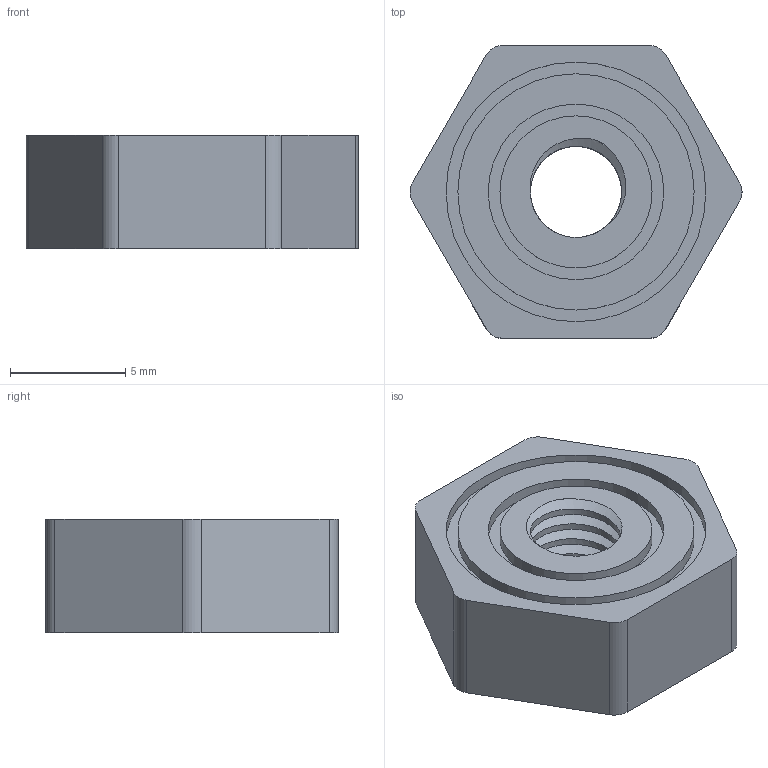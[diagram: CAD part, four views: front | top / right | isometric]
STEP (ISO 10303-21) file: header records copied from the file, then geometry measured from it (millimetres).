
FILE_DESCRIPTION(/* description */ (''),/* implementation_level */ '2;1');
FILE_NAME(/* name */ 'MHT130.stp',/* time_stamp */ '2024-01-04T16:15:53-05:00',/* author */ ('cthayer'),/* organization */ ('CONNECTION TECHNOLOGY CENTER'),/* preprocessor_version */ 'ST-DEVELOPER v19',/* originating_system */ 'Autodesk Inventor 2023',/* authorisation */ '');
FILE_SCHEMA (('AUTOMOTIVE_DESIGN { 1 0 10303 214 3 1 1 }'));
Length unit declared in the file: inch
Products named in the file (1): MHP10225
Bounding box: 14.42 x 12.7 x 4.91 mm (x, y, z)
Volume: 601.5 mm3; surface area: 629.6 mm2
Topology: 1 solids, 1 shells, 32 faces, 77 edges, 51 vertices
Faces by surface type: cylinder 18, plane 12, bspline 2
Full cylindrical faces by diameter (mm): 3.962 x2, 6.604 x1, 7.62 x1, 10.262 x1, 11.278 x1
Entity records: 1746 total; most frequent: CARTESIAN_POINT 925, ORIENTED_EDGE 154, DIRECTION 143, EDGE_CURVE 77, AXIS2_PLACEMENT_3D 54, VERTEX_POINT 51, EDGE_LOOP 38, LINE 35
